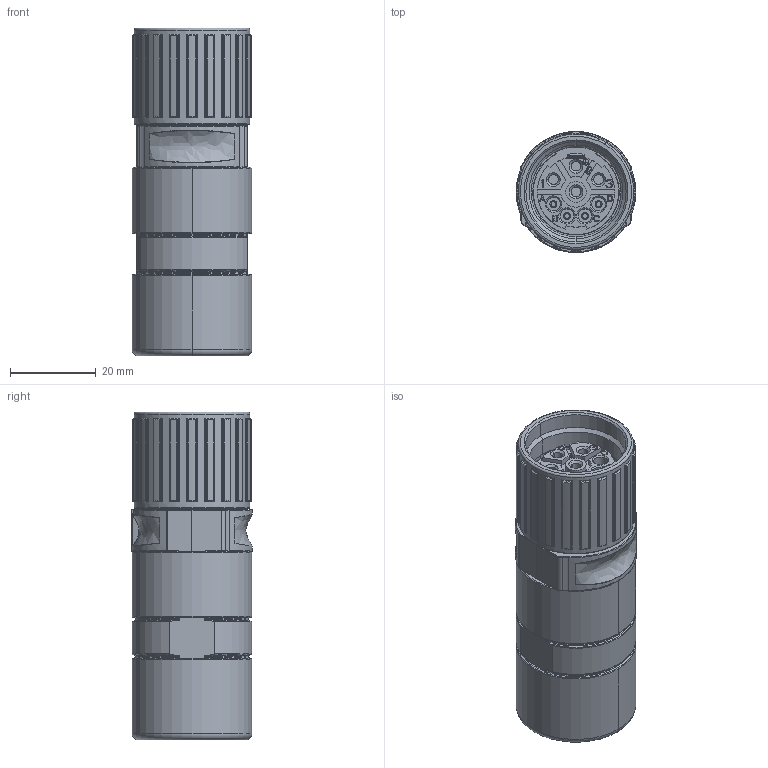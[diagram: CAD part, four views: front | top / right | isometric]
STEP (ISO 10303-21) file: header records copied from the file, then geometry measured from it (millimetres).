
FILE_DESCRIPTION((''),'2;1');
FILE_NAME('1605621','2015-10-14T',('feitelbuss'),(''),'PRO/ENGINEER BY PARAMETRIC TECHNOLOGY CORPORATION, 2014200','PRO/ENGINEER BY PARAMETRIC TECHNOLOGY CORPORATION, 2014200','');
FILE_SCHEMA(('AUTOMOTIVE_DESIGN { 1 0 10303 214 1 1 1 1 }'));
Length unit declared in the file: millimetre
Products named in the file (1): 1605621
Bounding box: 28 x 28.3 x 76.65 mm (x, y, z)
Volume: 38681.3 mm3; surface area: 11525.3 mm2
Topology: 1 solids, 1 shells, 898 faces, 2353 edges, 1514 vertices
Faces by surface type: plane 471, cylinder 214, cone 89, bspline 65, torus 55, sphere 4
Entity records: 32196 total; most frequent: CARTESIAN_POINT 10333, ORIENTED_EDGE 4706, DIRECTION 4278, EDGE_CURVE 2353, VERTEX_POINT 1514, AXIS2_PLACEMENT_3D 1427, VECTOR 1424, LINE 1424
